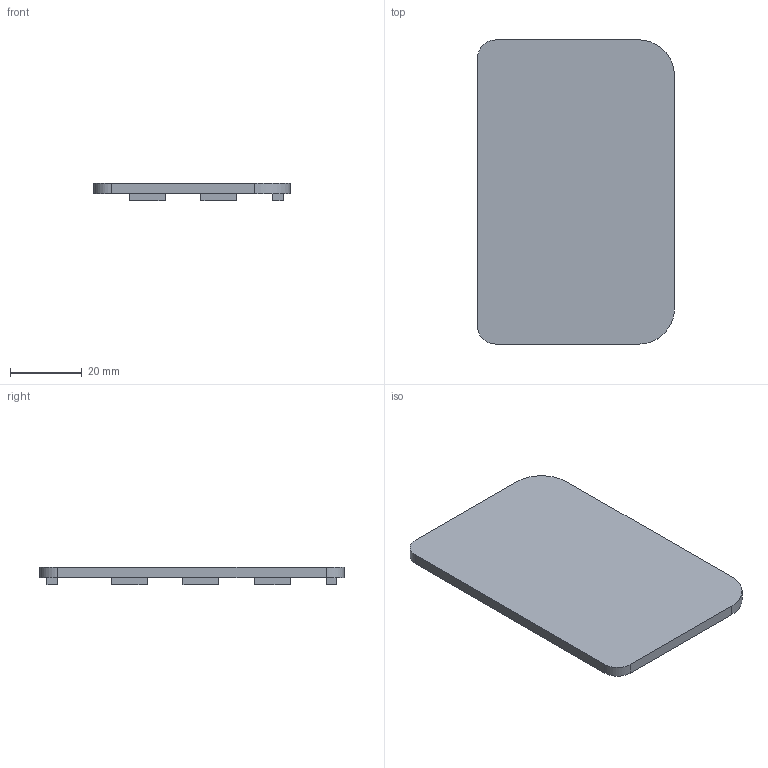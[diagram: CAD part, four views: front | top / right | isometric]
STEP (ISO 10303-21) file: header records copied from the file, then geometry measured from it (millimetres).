
FILE_DESCRIPTION(/* description */ (''),/* implementation_level */ '2;1');
FILE_NAME(/* name */ 'cover black.step',/* time_stamp */ '2025-03-27T14:58:09+05:30',/* author */ (''),/* organization */ (''),/* preprocessor_version */ 'ST-DEVELOPER v20.1',/* originating_system */ 'Autodesk Translation Framework v14.4.0.0',/* authorisation */ '');
FILE_SCHEMA (('AUTOMOTIVE_DESIGN { 1 0 10303 214 3 1 1 }'));
Length unit declared in the file: millimetre
Products named in the file (1): Weather Stn
Bounding box: 55.01 x 85.04 x 5 mm (x, y, z)
Volume: 14210 mm3; surface area: 10428.3 mm2
Topology: 1 solids, 1 shells, 52 faces, 129 edges, 85 vertices
Faces by surface type: plane 48, cylinder 4
Entity records: 1707 total; most frequent: CARTESIAN_POINT 267, ORIENTED_EDGE 258, DIRECTION 243, EDGE_CURVE 129, LINE 121, VECTOR 121, VERTEX_POINT 85, AXIS2_PLACEMENT_3D 61
